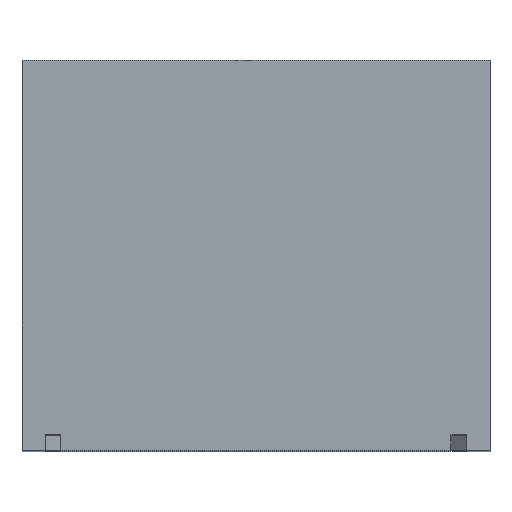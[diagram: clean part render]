
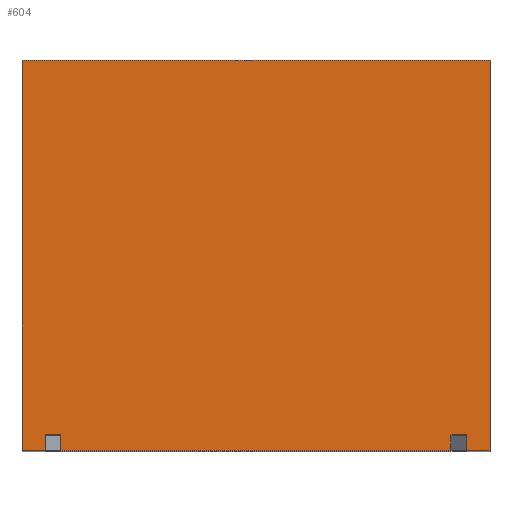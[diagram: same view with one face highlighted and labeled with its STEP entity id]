
A CAD part, top view. The second image highlights one B-rep face of the part: STEP entity #604.
In plain terms, the highlighted planar face has unit normal (0, 0, 1).
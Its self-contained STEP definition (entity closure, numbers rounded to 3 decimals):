
#29=DIRECTION('',(1.,0.,0.));
#30=VECTOR('',#29,0.03);
#31=CARTESIAN_POINT('',(-0.3,0.,0.5));
#32=LINE('',#31,#30);
#53=DIRECTION('',(1.,0.,0.));
#54=VECTOR('',#53,0.03);
#55=CARTESIAN_POINT('',(0.27,0.,0.5));
#56=LINE('',#55,#54);
#85=DIRECTION('',(1.,0.,0.));
#86=VECTOR('',#85,0.5);
#87=CARTESIAN_POINT('',(-0.25,0.,0.5));
#88=LINE('',#87,#86);
#197=DIRECTION('',(1.,0.,0.));
#198=VECTOR('',#197,0.02);
#199=CARTESIAN_POINT('',(-0.27,0.02,0.5));
#200=LINE('',#199,#198);
#201=DIRECTION('',(0.,1.,0.));
#202=VECTOR('',#201,0.02);
#203=CARTESIAN_POINT('',(-0.27,0.,0.5));
#204=LINE('',#203,#202);
#205=DIRECTION('',(0.,1.,0.));
#206=VECTOR('',#205,0.5);
#207=CARTESIAN_POINT('',(-0.3,0.,0.5));
#208=LINE('',#207,#206);
#209=DIRECTION('',(0.,1.,0.));
#210=VECTOR('',#209,0.02);
#211=CARTESIAN_POINT('',(0.27,0.,0.5));
#212=LINE('',#211,#210);
#213=DIRECTION('',(1.,0.,0.));
#214=VECTOR('',#213,0.02);
#215=CARTESIAN_POINT('',(0.25,0.02,0.5));
#216=LINE('',#215,#214);
#217=DIRECTION('',(0.,1.,0.));
#218=VECTOR('',#217,0.02);
#219=CARTESIAN_POINT('',(0.25,0.,0.5));
#220=LINE('',#219,#218);
#221=DIRECTION('',(0.,1.,0.));
#222=VECTOR('',#221,0.02);
#223=CARTESIAN_POINT('',(-0.25,0.,0.5));
#224=LINE('',#223,#222);
#257=DIRECTION('',(1.,0.,0.));
#258=VECTOR('',#257,0.6);
#259=CARTESIAN_POINT('',(-0.3,0.5,0.5));
#260=LINE('',#259,#258);
#261=DIRECTION('',(0.,1.,0.));
#262=VECTOR('',#261,0.5);
#263=CARTESIAN_POINT('',(0.3,0.,0.5));
#264=LINE('',#263,#262);
#290=CARTESIAN_POINT('',(-0.3,0.,0.5));
#292=VERTEX_POINT('',#290);
#293=CARTESIAN_POINT('',(0.3,0.,0.5));
#295=VERTEX_POINT('',#293);
#298=CARTESIAN_POINT('',(-0.3,0.5,0.5));
#300=VERTEX_POINT('',#298);
#301=CARTESIAN_POINT('',(0.3,0.5,0.5));
#302=VERTEX_POINT('',#301);
#349=CARTESIAN_POINT('',(0.27,0.,0.5));
#351=VERTEX_POINT('',#349);
#359=CARTESIAN_POINT('',(-0.27,0.,0.5));
#360=VERTEX_POINT('',#359);
#361=CARTESIAN_POINT('',(-0.25,0.,0.5));
#363=VERTEX_POINT('',#361);
#367=CARTESIAN_POINT('',(0.25,0.,0.5));
#368=VERTEX_POINT('',#367);
#369=CARTESIAN_POINT('',(-0.27,0.02,0.5));
#370=CARTESIAN_POINT('',(-0.25,0.02,0.5));
#371=VERTEX_POINT('',#369);
#372=VERTEX_POINT('',#370);
#373=CARTESIAN_POINT('',(0.25,0.02,0.5));
#374=CARTESIAN_POINT('',(0.27,0.02,0.5));
#375=VERTEX_POINT('',#373);
#376=VERTEX_POINT('',#374);
#578=CARTESIAN_POINT('',(-0.3,0.,0.5));
#579=DIRECTION('',(0.,0.,1.));
#580=DIRECTION('',(1.,0.,0.));
#581=AXIS2_PLACEMENT_3D('',#578,#579,#580);
#582=PLANE('',#581);
#583=ORIENTED_EDGE('',*,*,#532,.F.);
#585=ORIENTED_EDGE('',*,*,#584,.F.);
#586=ORIENTED_EDGE('',*,*,#412,.F.);
#588=ORIENTED_EDGE('',*,*,#587,.T.);
#590=ORIENTED_EDGE('',*,*,#589,.T.);
#592=ORIENTED_EDGE('',*,*,#591,.F.);
#593=ORIENTED_EDGE('',*,*,#424,.F.);
#595=ORIENTED_EDGE('',*,*,#594,.T.);
#596=ORIENTED_EDGE('',*,*,#540,.F.);
#598=ORIENTED_EDGE('',*,*,#597,.F.);
#599=ORIENTED_EDGE('',*,*,#448,.F.);
#601=ORIENTED_EDGE('',*,*,#600,.T.);
#602=EDGE_LOOP('',(#583,#585,#586,#588,#590,#592,#593,#595,#596,#598,#599,
#601));
#603=FACE_OUTER_BOUND('',#602,.F.);
#412=EDGE_CURVE('',#292,#360,#32,.T.);
#424=EDGE_CURVE('',#351,#295,#56,.T.);
#448=EDGE_CURVE('',#363,#368,#88,.T.);
#532=EDGE_CURVE('',#371,#372,#200,.T.);
#540=EDGE_CURVE('',#375,#376,#216,.T.);
#584=EDGE_CURVE('',#360,#371,#204,.T.);
#587=EDGE_CURVE('',#292,#300,#208,.T.);
#589=EDGE_CURVE('',#300,#302,#260,.T.);
#591=EDGE_CURVE('',#295,#302,#264,.T.);
#594=EDGE_CURVE('',#351,#376,#212,.T.);
#597=EDGE_CURVE('',#368,#375,#220,.T.);
#600=EDGE_CURVE('',#363,#372,#224,.T.);
#604=ADVANCED_FACE('',(#603),#582,.T.);
